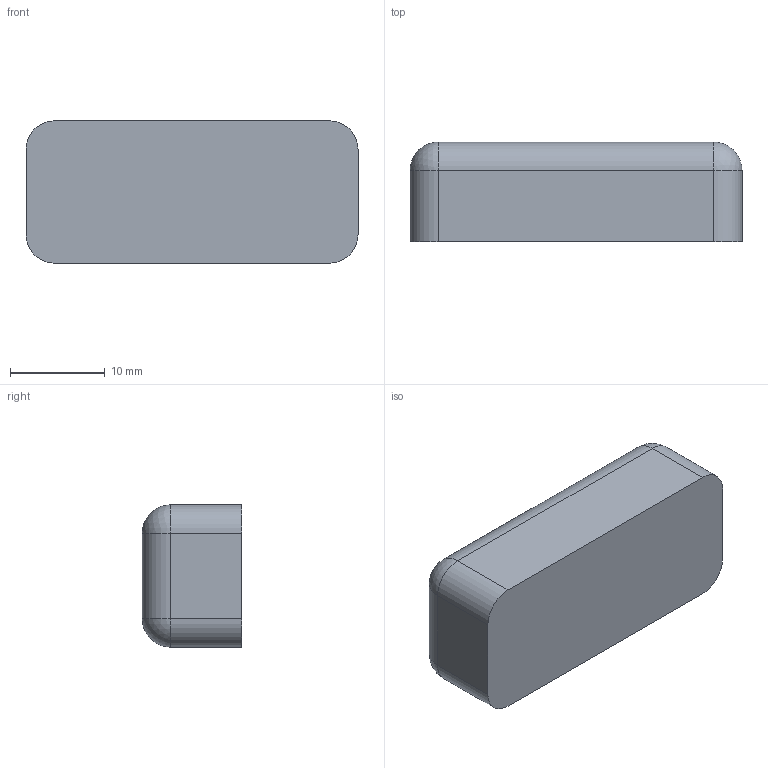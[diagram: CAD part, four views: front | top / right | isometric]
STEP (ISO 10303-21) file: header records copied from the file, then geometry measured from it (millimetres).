
FILE_DESCRIPTION(/* description */ (''),/* implementation_level */ '2;1');
FILE_NAME(/* name */ 'Front support.step',/* time_stamp */ '2017-03-01T20:09:36+01:00',/* author */ ('Rubén'),/* organization */ (''),/* preprocessor_version */ 'ST-DEVELOPER v15.2',/* originating_system */ 'Autodesk Inventor 2014',/* authorisation */ '');
FILE_SCHEMA (('AUTOMOTIVE_DESIGN { 1 0 10303 214 3 1 1 }'));
Length unit declared in the file: millimetre
Products named in the file (1): Front support
Bounding box: 35 x 10.5 x 15 mm (x, y, z)
Volume: 4691.9 mm3; surface area: 2258.9 mm2
Topology: 1 solids, 1 shells, 28 faces, 61 edges, 36 vertices
Faces by surface type: plane 15, cylinder 9, sphere 4
Entity records: 772 total; most frequent: DIRECTION 137, CARTESIAN_POINT 126, ORIENTED_EDGE 122, EDGE_CURVE 61, AXIS2_PLACEMENT_3D 47, LINE 43, VECTOR 43, VERTEX_POINT 36
